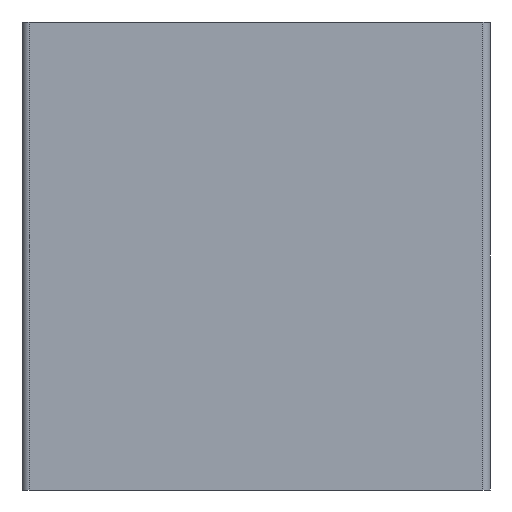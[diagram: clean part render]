
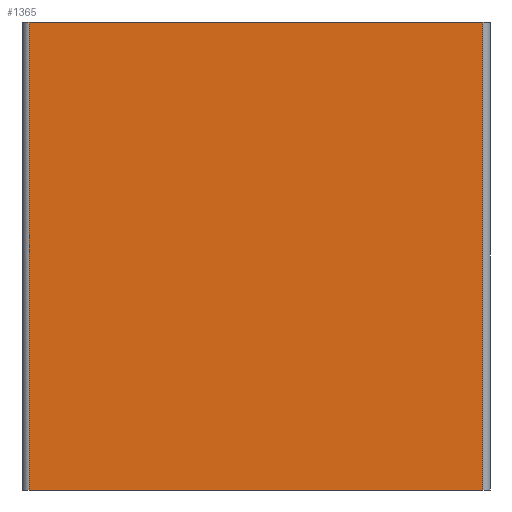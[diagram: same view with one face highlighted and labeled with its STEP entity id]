
A CAD part, front view. The second image highlights one B-rep face of the part: STEP entity #1365.
In plain terms, the highlighted planar face has unit normal (0, -1, 0).
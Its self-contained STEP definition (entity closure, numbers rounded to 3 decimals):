
#100 = PLANE('',#101);
#101 = AXIS2_PLACEMENT_3D('',#102,#103,#104);
#102 = CARTESIAN_POINT('',(-300.,-300.,300.));
#103 = DIRECTION('',(0.,0.,1.));
#104 = DIRECTION('',(1.,0.,0.));
#128 = CYLINDRICAL_SURFACE('',#129,9.);
#129 = AXIS2_PLACEMENT_3D('',#130,#131,#132);
#130 = CARTESIAN_POINT('',(-291.,-291.,-300.));
#131 = DIRECTION('',(0.,0.,1.));
#132 = DIRECTION('',(0.,-1.,0.));
#156 = PLANE('',#157);
#157 = AXIS2_PLACEMENT_3D('',#158,#159,#160);
#158 = CARTESIAN_POINT('',(-300.,-300.,-300.));
#159 = DIRECTION('',(0.,0.,1.));
#160 = DIRECTION('',(1.,0.,0.));
#541 = VERTEX_POINT('',#542);
#542 = CARTESIAN_POINT('',(-291.,-300.,300.));
#568 = EDGE_CURVE('',#541,#569,#571,.T.);
#569 = VERTEX_POINT('',#570);
#570 = CARTESIAN_POINT('',(291.,-300.,300.));
#571 = SURFACE_CURVE('',#572,(#576,#583),.PCURVE_S1.);
#572 = LINE('',#573,#574);
#573 = CARTESIAN_POINT('',(-300.,-300.,300.));
#574 = VECTOR('',#575,1.);
#575 = DIRECTION('',(1.,0.,0.));
#576 = PCURVE('',#100,#577);
#577 = DEFINITIONAL_REPRESENTATION('',(#578),#582);
#578 = LINE('',#579,#580);
#579 = CARTESIAN_POINT('',(0.,0.));
#580 = VECTOR('',#581,1.);
#581 = DIRECTION('',(1.,0.));
#582 = ( GEOMETRIC_REPRESENTATION_CONTEXT(2) 
PARAMETRIC_REPRESENTATION_CONTEXT() REPRESENTATION_CONTEXT('2D SPACE',''
  ) );
#583 = PCURVE('',#584,#589);
#584 = PLANE('',#585);
#585 = AXIS2_PLACEMENT_3D('',#586,#587,#588);
#586 = CARTESIAN_POINT('',(-300.,-300.,-300.));
#587 = DIRECTION('',(0.,1.,0.));
#588 = DIRECTION('',(0.,0.,1.));
#589 = DEFINITIONAL_REPRESENTATION('',(#590),#594);
#590 = LINE('',#591,#592);
#591 = CARTESIAN_POINT('',(600.,0.));
#592 = VECTOR('',#593,1.);
#593 = DIRECTION('',(0.,1.));
#594 = ( GEOMETRIC_REPRESENTATION_CONTEXT(2) 
PARAMETRIC_REPRESENTATION_CONTEXT() REPRESENTATION_CONTEXT('2D SPACE',''
  ) );
#617 = CYLINDRICAL_SURFACE('',#618,9.);
#618 = AXIS2_PLACEMENT_3D('',#619,#620,#621);
#619 = CARTESIAN_POINT('',(291.,-291.,-300.));
#620 = DIRECTION('',(0.,0.,1.));
#621 = DIRECTION('',(1.,0.,-0.));
#1053 = VERTEX_POINT('',#1054);
#1054 = CARTESIAN_POINT('',(-291.,-300.,-300.));
#1080 = EDGE_CURVE('',#1053,#1081,#1083,.T.);
#1081 = VERTEX_POINT('',#1082);
#1082 = CARTESIAN_POINT('',(291.,-300.,-300.));
#1083 = SURFACE_CURVE('',#1084,(#1088,#1095),.PCURVE_S1.);
#1084 = LINE('',#1085,#1086);
#1085 = CARTESIAN_POINT('',(-300.,-300.,-300.));
#1086 = VECTOR('',#1087,1.);
#1087 = DIRECTION('',(1.,0.,0.));
#1088 = PCURVE('',#156,#1089);
#1089 = DEFINITIONAL_REPRESENTATION('',(#1090),#1094);
#1090 = LINE('',#1091,#1092);
#1091 = CARTESIAN_POINT('',(0.,0.));
#1092 = VECTOR('',#1093,1.);
#1093 = DIRECTION('',(1.,0.));
#1094 = ( GEOMETRIC_REPRESENTATION_CONTEXT(2) 
PARAMETRIC_REPRESENTATION_CONTEXT() REPRESENTATION_CONTEXT('2D SPACE',''
  ) );
#1095 = PCURVE('',#584,#1096);
#1096 = DEFINITIONAL_REPRESENTATION('',(#1097),#1101);
#1097 = LINE('',#1098,#1099);
#1098 = CARTESIAN_POINT('',(0.,0.));
#1099 = VECTOR('',#1100,1.);
#1100 = DIRECTION('',(0.,1.));
#1101 = ( GEOMETRIC_REPRESENTATION_CONTEXT(2) 
PARAMETRIC_REPRESENTATION_CONTEXT() REPRESENTATION_CONTEXT('2D SPACE',''
  ) );
#1206 = EDGE_CURVE('',#1053,#541,#1207,.T.);
#1207 = SURFACE_CURVE('',#1208,(#1212,#1219),.PCURVE_S1.);
#1208 = LINE('',#1209,#1210);
#1209 = CARTESIAN_POINT('',(-291.,-300.,-300.));
#1210 = VECTOR('',#1211,1.);
#1211 = DIRECTION('',(0.,0.,1.));
#1212 = PCURVE('',#128,#1213);
#1213 = DEFINITIONAL_REPRESENTATION('',(#1214),#1218);
#1214 = LINE('',#1215,#1216);
#1215 = CARTESIAN_POINT('',(-0.,0.));
#1216 = VECTOR('',#1217,1.);
#1217 = DIRECTION('',(-0.,1.));
#1218 = ( GEOMETRIC_REPRESENTATION_CONTEXT(2) 
PARAMETRIC_REPRESENTATION_CONTEXT() REPRESENTATION_CONTEXT('2D SPACE',''
  ) );
#1219 = PCURVE('',#584,#1220);
#1220 = DEFINITIONAL_REPRESENTATION('',(#1221),#1225);
#1221 = LINE('',#1222,#1223);
#1222 = CARTESIAN_POINT('',(0.,9.));
#1223 = VECTOR('',#1224,1.);
#1224 = DIRECTION('',(1.,0.));
#1225 = ( GEOMETRIC_REPRESENTATION_CONTEXT(2) 
PARAMETRIC_REPRESENTATION_CONTEXT() REPRESENTATION_CONTEXT('2D SPACE',''
  ) );
#1365 = ADVANCED_FACE('',(#1366),#584,.F.);
#1366 = FACE_BOUND('',#1367,.F.);
#1367 = EDGE_LOOP('',(#1368,#1369,#1370,#1371));
#1368 = ORIENTED_EDGE('',*,*,#1080,.F.);
#1369 = ORIENTED_EDGE('',*,*,#1206,.T.);
#1370 = ORIENTED_EDGE('',*,*,#568,.T.);
#1371 = ORIENTED_EDGE('',*,*,#1372,.F.);
#1372 = EDGE_CURVE('',#1081,#569,#1373,.T.);
#1373 = SURFACE_CURVE('',#1374,(#1378,#1385),.PCURVE_S1.);
#1374 = LINE('',#1375,#1376);
#1375 = CARTESIAN_POINT('',(291.,-300.,-300.));
#1376 = VECTOR('',#1377,1.);
#1377 = DIRECTION('',(0.,0.,1.));
#1378 = PCURVE('',#584,#1379);
#1379 = DEFINITIONAL_REPRESENTATION('',(#1380),#1384);
#1380 = LINE('',#1381,#1382);
#1381 = CARTESIAN_POINT('',(0.,591.));
#1382 = VECTOR('',#1383,1.);
#1383 = DIRECTION('',(1.,0.));
#1384 = ( GEOMETRIC_REPRESENTATION_CONTEXT(2) 
PARAMETRIC_REPRESENTATION_CONTEXT() REPRESENTATION_CONTEXT('2D SPACE',''
  ) );
#1385 = PCURVE('',#617,#1386);
#1386 = DEFINITIONAL_REPRESENTATION('',(#1387),#1391);
#1387 = LINE('',#1388,#1389);
#1388 = CARTESIAN_POINT('',(-1.571,0.));
#1389 = VECTOR('',#1390,1.);
#1390 = DIRECTION('',(-0.,1.));
#1391 = ( GEOMETRIC_REPRESENTATION_CONTEXT(2) 
PARAMETRIC_REPRESENTATION_CONTEXT() REPRESENTATION_CONTEXT('2D SPACE',''
  ) );
